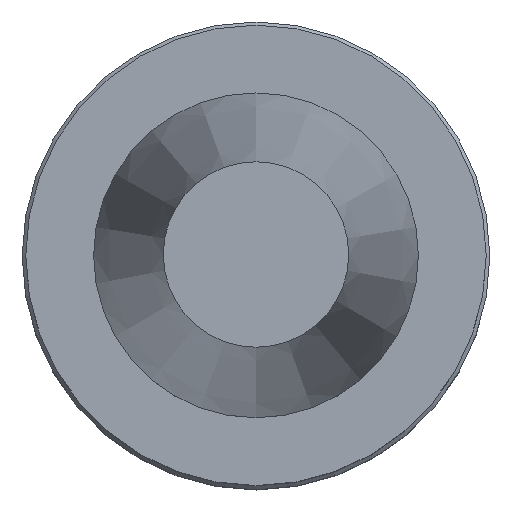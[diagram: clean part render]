
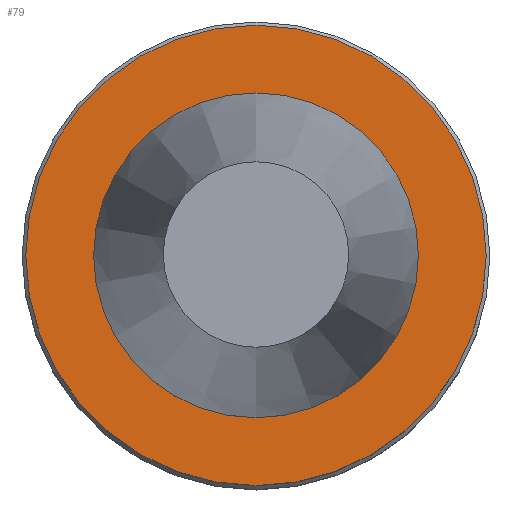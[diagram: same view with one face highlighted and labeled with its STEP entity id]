
A CAD part, top view. The second image highlights one B-rep face of the part: STEP entity #79.
In plain terms, the highlighted planar face has unit normal (0, 0, 1).
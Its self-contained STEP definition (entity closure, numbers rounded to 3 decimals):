
#79=ADVANCED_FACE('',(#101,#102),#103,.T.);
#101=FACE_OUTER_BOUND('',#144,.T.);
#102=FACE_BOUND('',#145,.T.);
#103=PLANE('',#146);
#144=EDGE_LOOP('',(#195));
#145=EDGE_LOOP('',(#196));
#146=AXIS2_PLACEMENT_3D('',#197,#198,#199);
#195=ORIENTED_EDGE('',*,*,#254,.F.);
#196=ORIENTED_EDGE('',*,*,#253,.T.);
#197=CARTESIAN_POINT('',(0.,26.863,-1.));
#198=DIRECTION('',(0.,0.,1.0));
#199=DIRECTION('',(0.,-1.0,0.));
#253=EDGE_CURVE('',#270,#270,#271,.T.);
#254=EDGE_CURVE('',#272,#272,#273,.T.);
#270=VERTEX_POINT('',#298);
#271=CIRCLE('',#299,22.225);
#272=VERTEX_POINT('',#300);
#273=CIRCLE('',#301,31.5);
#298=CARTESIAN_POINT('',(0.,22.225,-1.));
#299=AXIS2_PLACEMENT_3D('',#329,#330,#331);
#300=CARTESIAN_POINT('',(0.,31.5,-1.));
#301=AXIS2_PLACEMENT_3D('',#332,#333,#334);
#329=CARTESIAN_POINT('',(0.,0.,-1.));
#330=DIRECTION('',(0.,0.,-1.0));
#331=DIRECTION('',(0.,1.0,0.));
#332=CARTESIAN_POINT('',(0.,0.,-1.));
#333=DIRECTION('',(0.,0.,-1.0));
#334=DIRECTION('',(0.,1.0,0.));
